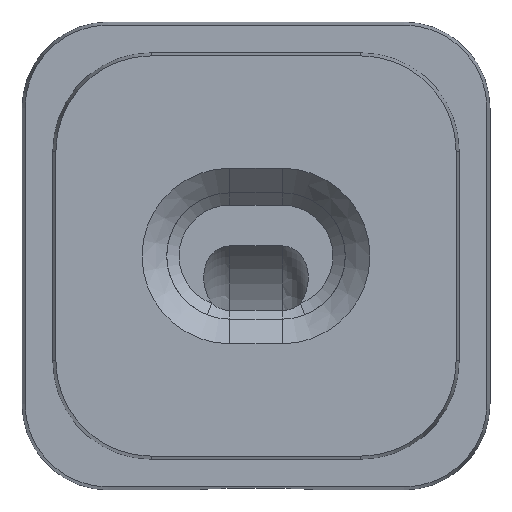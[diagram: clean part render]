
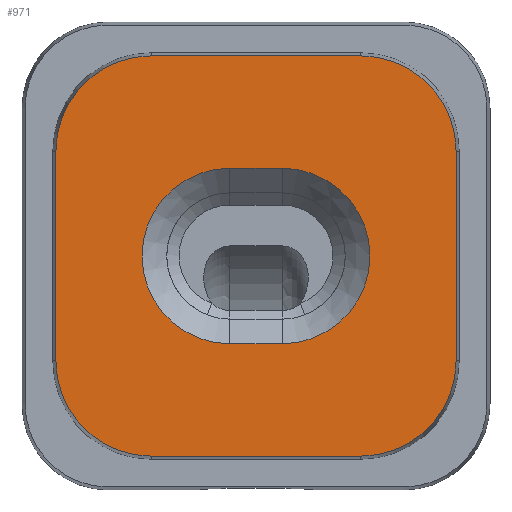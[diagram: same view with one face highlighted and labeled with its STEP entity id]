
A CAD part, left-side view. The second image highlights one B-rep face of the part: STEP entity #971.
In plain terms, the highlighted planar face has unit normal (-1, 0, 0).
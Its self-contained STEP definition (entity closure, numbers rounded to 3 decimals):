
#28=FACE_BOUND('',#161,.T.);
#58=PLANE('',#1067);
#98=FACE_OUTER_BOUND('',#160,.T.);
#160=EDGE_LOOP('',(#753,#754,#755,#756,#757,#758,#759,#760));
#161=EDGE_LOOP('',(#761,#762,#763,#764));
#212=CIRCLE('',#1049,7.75);
#214=CIRCLE('',#1052,7.75);
#216=CIRCLE('',#1057,7.75);
#218=CIRCLE('',#1060,7.75);
#220=CIRCLE('',#1068,7.125);
#221=CIRCLE('',#1069,7.125);
#262=LINE('',#1559,#353);
#267=LINE('',#1577,#358);
#271=LINE('',#1585,#362);
#275=LINE('',#1600,#366);
#282=LINE('',#1616,#373);
#283=LINE('',#1619,#374);
#353=VECTOR('',#1195,10.);
#358=VECTOR('',#1214,10.);
#362=VECTOR('',#1220,10.);
#366=VECTOR('',#1238,10.);
#373=VECTOR('',#1257,10.);
#374=VECTOR('',#1260,10.);
#453=VERTEX_POINT('',#1556);
#454=VERTEX_POINT('',#1558);
#456=VERTEX_POINT('',#1564);
#459=VERTEX_POINT('',#1571);
#460=VERTEX_POINT('',#1576);
#463=VERTEX_POINT('',#1583);
#464=VERTEX_POINT('',#1588);
#467=VERTEX_POINT('',#1595);
#468=VERTEX_POINT('',#1612);
#469=VERTEX_POINT('',#1613);
#470=VERTEX_POINT('',#1615);
#471=VERTEX_POINT('',#1617);
#546=EDGE_CURVE('',#453,#454,#262,.T.);
#549=EDGE_CURVE('',#454,#456,#212,.T.);
#553=EDGE_CURVE('',#459,#453,#214,.T.);
#555=EDGE_CURVE('',#456,#460,#267,.T.);
#559=EDGE_CURVE('',#463,#459,#271,.T.);
#561=EDGE_CURVE('',#460,#464,#216,.T.);
#565=EDGE_CURVE('',#467,#463,#218,.T.);
#567=EDGE_CURVE('',#464,#467,#275,.T.);
#574=EDGE_CURVE('',#468,#469,#220,.T.);
#575=EDGE_CURVE('',#470,#468,#282,.T.);
#576=EDGE_CURVE('',#471,#470,#221,.T.);
#577=EDGE_CURVE('',#469,#471,#283,.T.);
#753=ORIENTED_EDGE('',*,*,#546,.F.);
#754=ORIENTED_EDGE('',*,*,#553,.F.);
#755=ORIENTED_EDGE('',*,*,#559,.F.);
#756=ORIENTED_EDGE('',*,*,#565,.F.);
#757=ORIENTED_EDGE('',*,*,#567,.F.);
#758=ORIENTED_EDGE('',*,*,#561,.F.);
#759=ORIENTED_EDGE('',*,*,#555,.F.);
#760=ORIENTED_EDGE('',*,*,#549,.F.);
#761=ORIENTED_EDGE('',*,*,#574,.F.);
#762=ORIENTED_EDGE('',*,*,#575,.F.);
#763=ORIENTED_EDGE('',*,*,#576,.F.);
#764=ORIENTED_EDGE('',*,*,#577,.F.);
#971=ADVANCED_FACE('',(#98,#28),#58,.F.);
#1049=AXIS2_PLACEMENT_3D('',#1565,#1200,#1201);
#1052=AXIS2_PLACEMENT_3D('',#1573,#1208,#1209);
#1057=AXIS2_PLACEMENT_3D('',#1589,#1224,#1225);
#1060=AXIS2_PLACEMENT_3D('',#1597,#1232,#1233);
#1067=AXIS2_PLACEMENT_3D('',#1611,#1253,#1254);
#1068=AXIS2_PLACEMENT_3D('',#1614,#1255,#1256);
#1069=AXIS2_PLACEMENT_3D('',#1618,#1258,#1259);
#1195=DIRECTION('',(0.,0.,-1.));
#1200=DIRECTION('center_axis',(1.,0.,0.));
#1201=DIRECTION('ref_axis',(0.,-1.,0.));
#1208=DIRECTION('center_axis',(1.,0.,0.));
#1209=DIRECTION('ref_axis',(0.,0.,1.));
#1214=DIRECTION('',(0.,1.,0.));
#1220=DIRECTION('',(0.,-1.,0.));
#1224=DIRECTION('center_axis',(1.,0.,0.));
#1225=DIRECTION('ref_axis',(0.,0.,-1.));
#1232=DIRECTION('center_axis',(1.,0.,0.));
#1233=DIRECTION('ref_axis',(0.,1.,0.));
#1238=DIRECTION('',(0.,0.,1.));
#1253=DIRECTION('center_axis',(1.,0.,0.));
#1254=DIRECTION('ref_axis',(0.,1.,0.));
#1255=DIRECTION('center_axis',(-1.,0.,0.));
#1256=DIRECTION('ref_axis',(0.,0.,1.));
#1257=DIRECTION('',(0.,-1.,0.));
#1258=DIRECTION('center_axis',(-1.,0.,0.));
#1259=DIRECTION('ref_axis',(0.,0.,-1.));
#1260=DIRECTION('',(0.,1.,0.));
#1556=CARTESIAN_POINT('',(-5.,-16.25,8.5));
#1558=CARTESIAN_POINT('',(-5.,-16.25,-8.5));
#1559=CARTESIAN_POINT('',(-5.,-16.25,-4.25));
#1564=CARTESIAN_POINT('',(-5.,-8.5,-16.25));
#1565=CARTESIAN_POINT('Origin',(-5.,-8.5,-8.5));
#1571=CARTESIAN_POINT('',(-5.,-8.5,16.25));
#1573=CARTESIAN_POINT('Origin',(-5.,-8.5,8.5));
#1576=CARTESIAN_POINT('',(-5.,8.5,-16.25));
#1577=CARTESIAN_POINT('',(-5.,4.25,-16.25));
#1583=CARTESIAN_POINT('',(-5.,8.5,16.25));
#1585=CARTESIAN_POINT('',(-5.,-4.25,16.25));
#1588=CARTESIAN_POINT('',(-5.,16.25,-8.5));
#1589=CARTESIAN_POINT('Origin',(-5.,8.5,-8.5));
#1595=CARTESIAN_POINT('',(-5.,16.25,8.5));
#1597=CARTESIAN_POINT('Origin',(-5.,8.5,8.5));
#1600=CARTESIAN_POINT('',(-5.,16.25,4.25));
#1611=CARTESIAN_POINT('Origin',(-5.,0.,0.));
#1612=CARTESIAN_POINT('',(-5.,-2.125,-7.125));
#1613=CARTESIAN_POINT('',(-5.,-2.125,7.125));
#1614=CARTESIAN_POINT('Origin',(-5.,-2.125,0.));
#1615=CARTESIAN_POINT('',(-5.,2.125,-7.125));
#1616=CARTESIAN_POINT('',(-5.,-1.062,-7.125));
#1617=CARTESIAN_POINT('',(-5.,2.125,7.125));
#1618=CARTESIAN_POINT('Origin',(-5.,2.125,0.));
#1619=CARTESIAN_POINT('',(-5.,1.062,7.125));
